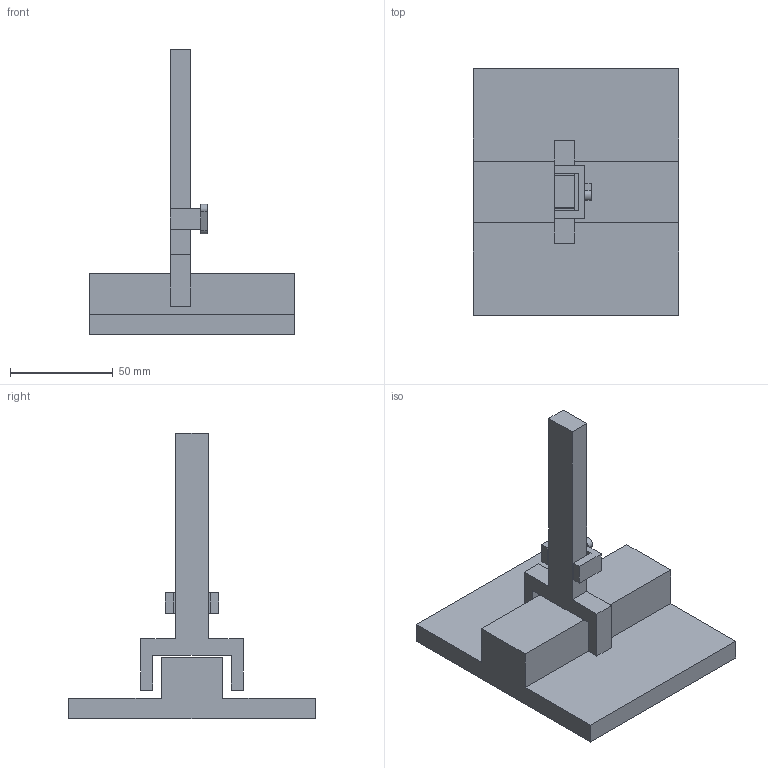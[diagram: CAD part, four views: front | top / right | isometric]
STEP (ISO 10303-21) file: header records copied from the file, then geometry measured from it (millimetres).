
FILE_DESCRIPTION(/* description */ (''),/* implementation_level */ '2;1');
FILE_NAME(/* name */ 'CAD Rigging Test v5.step',/* time_stamp */ '2025-10-22T00:59:03+11:00',/* author */ (''),/* organization */ (''),/* preprocessor_version */ 'ST-DEVELOPER v20.1',/* originating_system */ 'Autodesk Translation Framework v14.17.0.0',/* authorisation */ '');
FILE_SCHEMA (('AUTOMOTIVE_DESIGN { 1 0 10303 214 3 1 1 }'));
Length unit declared in the file: millimetre
Products named in the file (5): CAD Rigging Test; Base Frame; Module A; Module B; Module C
Assembly tree (4 placements, depth 4):
  CAD Rigging Test
    Base Frame
    Module A
      Module B
        Module C
Bounding box: 100 x 120 x 139.05 mm (x, y, z)
Volume: 204015.7 mm3; surface area: 43508.8 mm2
Topology: 4 solids, 4 shells, 40 faces, 96 edges, 64 vertices
Faces by surface type: plane 38, cylinder 2
Entity records: 1271 total; most frequent: CARTESIAN_POINT 209, DIRECTION 198, ORIENTED_EDGE 192, EDGE_CURVE 96, LINE 92, VECTOR 92, VERTEX_POINT 64, AXIS2_PLACEMENT_3D 53
